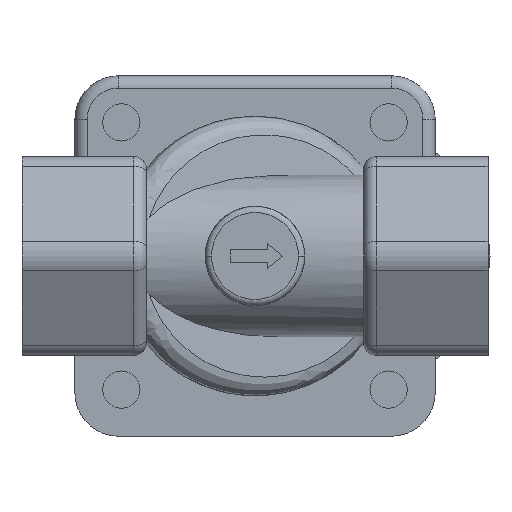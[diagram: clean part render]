
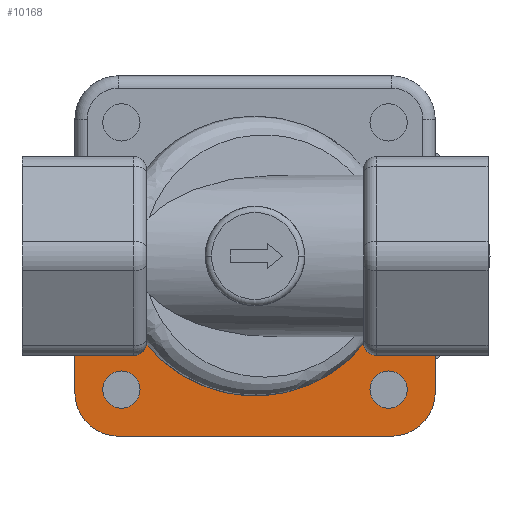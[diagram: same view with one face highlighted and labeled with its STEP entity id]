
A CAD part, front view. The second image highlights one B-rep face of the part: STEP entity #10168.
In plain terms, the highlighted planar face has unit normal (0, -1, 0).
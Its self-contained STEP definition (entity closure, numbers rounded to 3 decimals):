
#118 = CARTESIAN_POINT ( 'NONE',  ( 29., -7., -29. ) ) ;
#255 = EDGE_LOOP ( 'NONE', ( #9451, #7090 ) ) ;
#262 = CARTESIAN_POINT ( 'NONE',  ( 22., -7., -22. ) ) ;
#385 = CARTESIAN_POINT ( 'NONE',  ( 20., -7., -16. ) ) ;
#449 = AXIS2_PLACEMENT_3D ( 'NONE', #2097, #2346, #10721 ) ;
#594 = CIRCLE ( 'NONE', #5290, 3. ) ;
#852 = FACE_BOUND ( 'NONE', #255, .T. ) ;
#921 = CARTESIAN_POINT ( 'NONE',  ( -21.5, -7., -21.5 ) ) ;
#1150 = CARTESIAN_POINT ( 'NONE',  ( 29., -7., -22. ) ) ;
#1218 = AXIS2_PLACEMENT_3D ( 'NONE', #921, #3622, #1848 ) ;
#1302 = EDGE_CURVE ( 'NONE', #2305, #9615, #8181, .T. ) ;
#1505 = CIRCLE ( 'NONE', #4247, 22.5 ) ;
#1547 = ORIENTED_EDGE ( 'NONE', *, *, #5153, .F. ) ;
#1555 = EDGE_CURVE ( 'NONE', #6639, #3801, #7907, .T. ) ;
#1685 = VECTOR ( 'NONE', #10460, 1000. ) ;
#1732 = ORIENTED_EDGE ( 'NONE', *, *, #10249, .T. ) ;
#1757 = CARTESIAN_POINT ( 'NONE',  ( 0., -7., 0. ) ) ;
#1781 = VECTOR ( 'NONE', #6366, 1000. ) ;
#1848 = DIRECTION ( 'NONE',  ( 0., 0., 1. ) ) ;
#1911 = DIRECTION ( 'NONE',  ( 0., 0., -1. ) ) ;
#2097 = CARTESIAN_POINT ( 'NONE',  ( -19.5, -7., -14. ) ) ;
#2106 = DIRECTION ( 'NONE',  ( 1., 0., 0. ) ) ;
#2234 = CARTESIAN_POINT ( 'NONE',  ( -22., -7., -22. ) ) ;
#2254 = VERTEX_POINT ( 'NONE', #6764 ) ;
#2305 = VERTEX_POINT ( 'NONE', #6097 ) ;
#2346 = DIRECTION ( 'NONE',  ( 0., -1., 0. ) ) ;
#2649 = EDGE_CURVE ( 'NONE', #5039, #9301, #5946, .T. ) ;
#2896 = VERTEX_POINT ( 'NONE', #11238 ) ;
#3000 = DIRECTION ( 'NONE',  ( 0., 0., 1. ) ) ;
#3129 = EDGE_LOOP ( 'NONE', ( #7287, #7715, #11888, #11647, #11408, #1547, #7731, #8887, #11566, #3897 ) ) ;
#3248 = CARTESIAN_POINT ( 'NONE',  ( -29., -7., -22. ) ) ;
#3397 = AXIS2_PLACEMENT_3D ( 'NONE', #2234, #9515, #11455 ) ;
#3622 = DIRECTION ( 'NONE',  ( 0., 1., 0. ) ) ;
#3787 = FACE_BOUND ( 'NONE', #8805, .T. ) ;
#3801 = VERTEX_POINT ( 'NONE', #4122 ) ;
#3897 = ORIENTED_EDGE ( 'NONE', *, *, #7645, .F. ) ;
#4061 = CARTESIAN_POINT ( 'NONE',  ( 18.5, -7., -21.5 ) ) ;
#4122 = CARTESIAN_POINT ( 'NONE',  ( -29., -7., -16. ) ) ;
#4126 = DIRECTION ( 'NONE',  ( 0., 1., 0. ) ) ;
#4218 = AXIS2_PLACEMENT_3D ( 'NONE', #7135, #5182, #10012 ) ;
#4247 = AXIS2_PLACEMENT_3D ( 'NONE', #1757, #6526, #5432 ) ;
#4522 = EDGE_CURVE ( 'NONE', #8368, #7132, #9498, .T. ) ;
#4854 = EDGE_CURVE ( 'NONE', #9558, #6639, #6511, .T. ) ;
#4863 = EDGE_CURVE ( 'NONE', #9615, #5039, #8778, .T. ) ;
#5020 = VERTEX_POINT ( 'NONE', #10791 ) ;
#5039 = VERTEX_POINT ( 'NONE', #9085 ) ;
#5153 = EDGE_CURVE ( 'NONE', #2896, #2254, #8461, .T. ) ;
#5182 = DIRECTION ( 'NONE',  ( 0., 1., 0. ) ) ;
#5230 = DIRECTION ( 'NONE',  ( 0., 1., 0. ) ) ;
#5269 = CARTESIAN_POINT ( 'NONE',  ( -29., -7., 29. ) ) ;
#5290 = AXIS2_PLACEMENT_3D ( 'NONE', #11522, #4126, #8910 ) ;
#5432 = DIRECTION ( 'NONE',  ( 0., 0., 1. ) ) ;
#5580 = DIRECTION ( 'NONE',  ( 0., -1., 0. ) ) ;
#5632 = AXIS2_PLACEMENT_3D ( 'NONE', #6429, #6601, #7455 ) ;
#5796 = VERTEX_POINT ( 'NONE', #11164 ) ;
#5803 = EDGE_CURVE ( 'NONE', #2254, #2305, #1505, .T. ) ;
#5911 = CARTESIAN_POINT ( 'NONE',  ( 19.5, -7., -16. ) ) ;
#5946 = LINE ( 'NONE', #118, #6482 ) ;
#6097 = CARTESIAN_POINT ( 'NONE',  ( 17.505, -7., -14.136 ) ) ;
#6232 = CIRCLE ( 'NONE', #12086, 3. ) ;
#6366 = DIRECTION ( 'NONE',  ( -1., 0., 0. ) ) ;
#6429 = CARTESIAN_POINT ( 'NONE',  ( 20., -7., 0. ) ) ;
#6482 = VECTOR ( 'NONE', #8581, 1000. ) ;
#6511 = CIRCLE ( 'NONE', #3397, 7. ) ;
#6526 = DIRECTION ( 'NONE',  ( 0., -1., 0. ) ) ;
#6601 = DIRECTION ( 'NONE',  ( 0., 1., 0. ) ) ;
#6611 = EDGE_CURVE ( 'NONE', #2896, #3801, #7519, .T. ) ;
#6639 = VERTEX_POINT ( 'NONE', #3248 ) ;
#6690 = CARTESIAN_POINT ( 'NONE',  ( 22., -7., -29. ) ) ;
#6764 = CARTESIAN_POINT ( 'NONE',  ( -17.505, -7., -14.136 ) ) ;
#7090 = ORIENTED_EDGE ( 'NONE', *, *, #8290, .T. ) ;
#7132 = VERTEX_POINT ( 'NONE', #8007 ) ;
#7135 = CARTESIAN_POINT ( 'NONE',  ( 21.5, -7., -21.5 ) ) ;
#7287 = ORIENTED_EDGE ( 'NONE', *, *, #8414, .F. ) ;
#7455 = DIRECTION ( 'NONE',  ( 1., 0., 0. ) ) ;
#7519 = LINE ( 'NONE', #10397, #1685 ) ;
#7536 = ORIENTED_EDGE ( 'NONE', *, *, #4522, .T. ) ;
#7618 = AXIS2_PLACEMENT_3D ( 'NONE', #262, #5230, #10061 ) ;
#7645 = EDGE_CURVE ( 'NONE', #9890, #9558, #11760, .T. ) ;
#7715 = ORIENTED_EDGE ( 'NONE', *, *, #2649, .F. ) ;
#7731 = ORIENTED_EDGE ( 'NONE', *, *, #6611, .T. ) ;
#7907 = LINE ( 'NONE', #5269, #9256 ) ;
#8007 = CARTESIAN_POINT ( 'NONE',  ( 24.5, -7., -21.5 ) ) ;
#8181 = CIRCLE ( 'NONE', #10323, 2. ) ;
#8290 = EDGE_CURVE ( 'NONE', #5796, #5020, #594, .T. ) ;
#8368 = VERTEX_POINT ( 'NONE', #4061 ) ;
#8414 = EDGE_CURVE ( 'NONE', #9301, #9890, #8807, .T. ) ;
#8461 = CIRCLE ( 'NONE', #449, 2. ) ;
#8505 = FACE_OUTER_BOUND ( 'NONE', #3129, .T. ) ;
#8581 = DIRECTION ( 'NONE',  ( 0., 0., -1. ) ) ;
#8778 = LINE ( 'NONE', #385, #11191 ) ;
#8805 = EDGE_LOOP ( 'NONE', ( #1732, #7536 ) ) ;
#8806 = EDGE_CURVE ( 'NONE', #5020, #5796, #9246, .T. ) ;
#8807 = CIRCLE ( 'NONE', #7618, 7. ) ;
#8887 = ORIENTED_EDGE ( 'NONE', *, *, #1555, .F. ) ;
#8910 = DIRECTION ( 'NONE',  ( 0., 0., 1. ) ) ;
#9085 = CARTESIAN_POINT ( 'NONE',  ( 29., -7., -16. ) ) ;
#9246 = CIRCLE ( 'NONE', #1218, 3. ) ;
#9256 = VECTOR ( 'NONE', #11569, 1000. ) ;
#9301 = VERTEX_POINT ( 'NONE', #1150 ) ;
#9329 = CARTESIAN_POINT ( 'NONE',  ( 19.5, -7., -14. ) ) ;
#9451 = ORIENTED_EDGE ( 'NONE', *, *, #8806, .T. ) ;
#9498 = CIRCLE ( 'NONE', #4218, 3. ) ;
#9515 = DIRECTION ( 'NONE',  ( 0., 1., 0. ) ) ;
#9558 = VERTEX_POINT ( 'NONE', #10145 ) ;
#9615 = VERTEX_POINT ( 'NONE', #5911 ) ;
#9741 = DIRECTION ( 'NONE',  ( 0., 1., 0. ) ) ;
#9890 = VERTEX_POINT ( 'NONE', #6690 ) ;
#10012 = DIRECTION ( 'NONE',  ( 0., 0., 1. ) ) ;
#10061 = DIRECTION ( 'NONE',  ( 0., 0., 1. ) ) ;
#10145 = CARTESIAN_POINT ( 'NONE',  ( -22., -7., -29. ) ) ;
#10168 = ADVANCED_FACE ( 'NONE', ( #8505, #852, #3787 ), #10218, .F. ) ;
#10218 = PLANE ( 'NONE',  #5632 ) ;
#10249 = EDGE_CURVE ( 'NONE', #7132, #8368, #6232, .T. ) ;
#10323 = AXIS2_PLACEMENT_3D ( 'NONE', #9329, #5580, #1911 ) ;
#10397 = CARTESIAN_POINT ( 'NONE',  ( -17.5, -7., -16. ) ) ;
#10460 = DIRECTION ( 'NONE',  ( -1., 0., 0. ) ) ;
#10721 = DIRECTION ( 'NONE',  ( 0., 0., 1. ) ) ;
#10791 = CARTESIAN_POINT ( 'NONE',  ( -18.5, -7., -21.5 ) ) ;
#10891 = CARTESIAN_POINT ( 'NONE',  ( -29., -7., -29. ) ) ;
#11164 = CARTESIAN_POINT ( 'NONE',  ( -24.5, -7., -21.5 ) ) ;
#11191 = VECTOR ( 'NONE', #2106, 1000. ) ;
#11238 = CARTESIAN_POINT ( 'NONE',  ( -19.5, -7., -16. ) ) ;
#11408 = ORIENTED_EDGE ( 'NONE', *, *, #5803, .F. ) ;
#11430 = CARTESIAN_POINT ( 'NONE',  ( 21.5, -7., -21.5 ) ) ;
#11455 = DIRECTION ( 'NONE',  ( 0., 0., 1. ) ) ;
#11522 = CARTESIAN_POINT ( 'NONE',  ( -21.5, -7., -21.5 ) ) ;
#11566 = ORIENTED_EDGE ( 'NONE', *, *, #4854, .F. ) ;
#11569 = DIRECTION ( 'NONE',  ( 0., 0., 1. ) ) ;
#11647 = ORIENTED_EDGE ( 'NONE', *, *, #1302, .F. ) ;
#11760 = LINE ( 'NONE', #10891, #1781 ) ;
#11888 = ORIENTED_EDGE ( 'NONE', *, *, #4863, .F. ) ;
#12086 = AXIS2_PLACEMENT_3D ( 'NONE', #11430, #9741, #3000 ) ;
